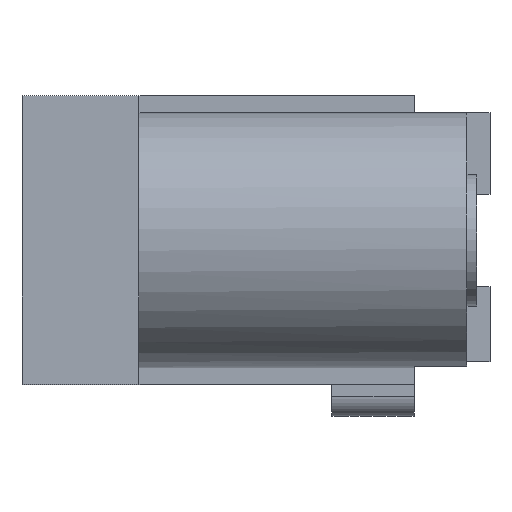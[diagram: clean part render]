
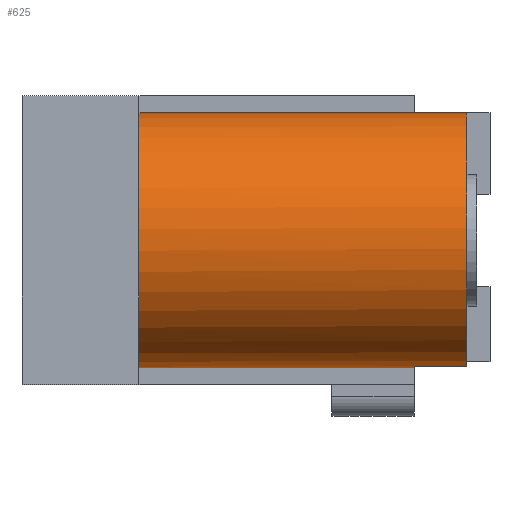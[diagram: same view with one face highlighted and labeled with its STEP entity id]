
A CAD part, top view. The second image highlights one B-rep face of the part: STEP entity #625.
In plain terms, the highlighted cylindrical face has radius 3.875 mm (diameter 7.75 mm), a partial arc.
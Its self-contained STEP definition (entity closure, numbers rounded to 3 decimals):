
#302=CARTESIAN_POINT('',(-8.35,-3.874,6.3));
#303=VERTEX_POINT('',#302);
#312=CARTESIAN_POINT('',(-9.95,-3.874,6.3));
#313=VERTEX_POINT('',#312);
#314=CARTESIAN_POINT('',(-8.35,-3.874,6.3));
#315=DIRECTION('',(-1.0,0.0,0.0));
#316=VECTOR('',#315,1.6);
#317=LINE('',#314,#316);
#318=EDGE_CURVE('',#303,#313,#317,.T.);
#444=CARTESIAN_POINT('',(-8.35,3.82,7.05));
#445=VERTEX_POINT('',#444);
#453=CARTESIAN_POINT('',(-9.95,3.82,7.05));
#454=VERTEX_POINT('',#453);
#461=CARTESIAN_POINT('',(-8.35,3.82,7.05));
#462=DIRECTION('',(-1.0,0.0,0.0));
#463=VECTOR('',#462,1.6);
#464=LINE('',#461,#463);
#465=EDGE_CURVE('',#445,#454,#464,.T.);
#485=CARTESIAN_POINT('',(-9.95,0.0,6.4));
#486=DIRECTION('',(-1.0,0.0,0.0));
#487=DIRECTION('',(0.0,-1.,-0.026));
#488=AXIS2_PLACEMENT_3D('',#485,#486,#487);
#489=CIRCLE('',#488,3.875);
#490=EDGE_CURVE('',#313,#454,#489,.T.);
#540=CARTESIAN_POINT('',(-8.35,3.874,6.3));
#541=VERTEX_POINT('',#540);
#542=CARTESIAN_POINT('',(-8.35,0.0,6.4));
#543=DIRECTION('',(-1.0,0.0,0.0));
#544=DIRECTION('',(0.0,-1.,-0.026));
#545=AXIS2_PLACEMENT_3D('',#542,#543,#544);
#546=CIRCLE('',#545,3.875);
#547=EDGE_CURVE('',#445,#541,#546,.T.);
#591=CARTESIAN_POINT('',(-8.35,0.0,6.4));
#592=DIRECTION('',(1.0,0.0,0.0));
#593=DIRECTION('',(0.0,-1.,-0.026));
#594=AXIS2_PLACEMENT_3D('',#591,#592,#593);
#595=CYLINDRICAL_SURFACE('',#594,3.875);
#596=CARTESIAN_POINT('',(0.0,3.874,6.3));
#597=VERTEX_POINT('',#596);
#598=CARTESIAN_POINT('',(0.0,-3.874,6.3));
#599=VERTEX_POINT('',#598);
#600=CARTESIAN_POINT('',(0.0,0.0,6.4));
#601=DIRECTION('',(1.0,0.0,0.0));
#602=DIRECTION('',(0.0,-1.,-0.026));
#603=AXIS2_PLACEMENT_3D('',#600,#601,#602);
#604=CIRCLE('',#603,3.875);
#605=EDGE_CURVE('',#597,#599,#604,.T.);
#606=ORIENTED_EDGE('',*,*,#605,.F.);
#607=CARTESIAN_POINT('',(-8.35,3.874,6.3));
#608=DIRECTION('',(1.0,0.0,0.0));
#609=VECTOR('',#608,8.35);
#610=LINE('',#607,#609);
#611=EDGE_CURVE('',#541,#597,#610,.T.);
#612=ORIENTED_EDGE('',*,*,#611,.F.);
#613=ORIENTED_EDGE('',*,*,#547,.F.);
#614=ORIENTED_EDGE('',*,*,#465,.T.);
#615=ORIENTED_EDGE('',*,*,#490,.F.);
#616=ORIENTED_EDGE('',*,*,#318,.F.);
#617=CARTESIAN_POINT('',(0.0,-3.874,6.3));
#618=DIRECTION('',(-1.0,0.0,0.0));
#619=VECTOR('',#618,8.35);
#620=LINE('',#617,#619);
#621=EDGE_CURVE('',#599,#303,#620,.T.);
#622=ORIENTED_EDGE('',*,*,#621,.F.);
#623=EDGE_LOOP('',(#606,#612,#613,#614,#615,#616,#622));
#624=FACE_OUTER_BOUND('',#623,.T.);
#625=ADVANCED_FACE('',(#624),#595,.T.);
